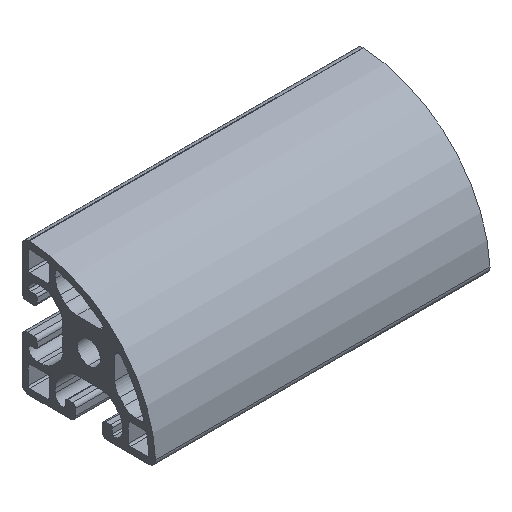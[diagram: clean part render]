
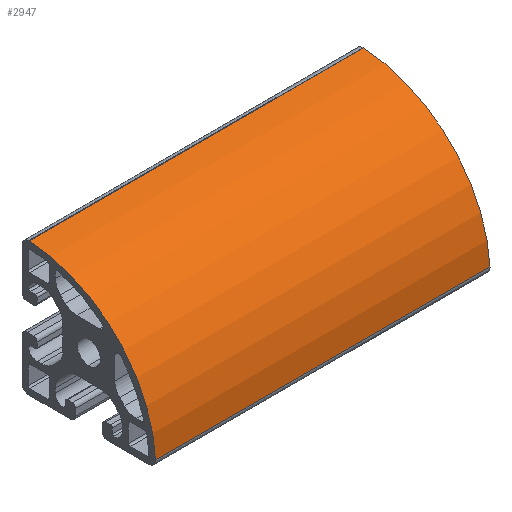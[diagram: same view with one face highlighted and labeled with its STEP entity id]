
A CAD part, isometric view. The second image highlights one B-rep face of the part: STEP entity #2947.
In plain terms, the highlighted cylindrical face has radius 40 mm (diameter 80 mm), a partial arc.
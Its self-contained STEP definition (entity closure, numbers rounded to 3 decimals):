
#61 = DIRECTION ( 'NONE',  ( 0., 0., -1. ) ) ;
#113 = CARTESIAN_POINT ( 'NONE',  ( 59.184, 72.793, 19.945 ) ) ;
#238 = EDGE_CURVE ( 'NONE', #2016, #460, #1367, .T. ) ;
#367 = EDGE_CURVE ( 'NONE', #1289, #460, #2051, .T. ) ;
#413 = EDGE_CURVE ( 'NONE', #1102, #2016, #1819, .T. ) ;
#460 = VERTEX_POINT ( 'NONE', #3288 ) ;
#559 = CARTESIAN_POINT ( 'NONE',  ( -40.816, 72.793, 19.945 ) ) ;
#653 = DIRECTION ( 'NONE',  ( 1., 0., 0. ) ) ;
#655 = CYLINDRICAL_SURFACE ( 'NONE', #2099, 40. ) ;
#961 = EDGE_CURVE ( 'NONE', #1102, #1289, #2903, .T. ) ;
#1098 = ORIENTED_EDGE ( 'NONE', *, *, #413, .F. ) ;
#1102 = VERTEX_POINT ( 'NONE', #2162 ) ;
#1289 = VERTEX_POINT ( 'NONE', #559 ) ;
#1367 = LINE ( 'NONE', #2792, #3266 ) ;
#1393 = FACE_OUTER_BOUND ( 'NONE', #2734, .T. ) ;
#1815 = CARTESIAN_POINT ( 'NONE',  ( 59.184, 74.898, -20. ) ) ;
#1819 = CIRCLE ( 'NONE', #2206, 40. ) ;
#1998 = DIRECTION ( 'NONE',  ( 0., 0., 1. ) ) ;
#1999 = AXIS2_PLACEMENT_3D ( 'NONE', #2374, #3552, #3300 ) ;
#2011 = VECTOR ( 'NONE', #3011, 1000. ) ;
#2016 = VERTEX_POINT ( 'NONE', #2327 ) ;
#2051 = CIRCLE ( 'NONE', #1999, 40. ) ;
#2099 = AXIS2_PLACEMENT_3D ( 'NONE', #2571, #3203, #1998 ) ;
#2162 = CARTESIAN_POINT ( 'NONE',  ( 59.184, 72.793, 19.945 ) ) ;
#2206 = AXIS2_PLACEMENT_3D ( 'NONE', #1815, #653, #61 ) ;
#2279 = ORIENTED_EDGE ( 'NONE', *, *, #961, .T. ) ;
#2327 = CARTESIAN_POINT ( 'NONE',  ( 59.184, 34.953, -17.895 ) ) ;
#2374 = CARTESIAN_POINT ( 'NONE',  ( -40.816, 74.898, -20. ) ) ;
#2528 = ORIENTED_EDGE ( 'NONE', *, *, #238, .F. ) ;
#2530 = DIRECTION ( 'NONE',  ( -1., 0., 0. ) ) ;
#2571 = CARTESIAN_POINT ( 'NONE',  ( 59.184, 74.898, -20. ) ) ;
#2734 = EDGE_LOOP ( 'NONE', ( #2861, #2528, #1098, #2279 ) ) ;
#2792 = CARTESIAN_POINT ( 'NONE',  ( 59.184, 34.953, -17.895 ) ) ;
#2861 = ORIENTED_EDGE ( 'NONE', *, *, #367, .T. ) ;
#2903 = LINE ( 'NONE', #113, #2011 ) ;
#2947 = ADVANCED_FACE ( 'NONE', ( #1393 ), #655, .T. ) ;
#3011 = DIRECTION ( 'NONE',  ( -1., 0., 0. ) ) ;
#3203 = DIRECTION ( 'NONE',  ( -1., 0., 0. ) ) ;
#3266 = VECTOR ( 'NONE', #2530, 1000. ) ;
#3288 = CARTESIAN_POINT ( 'NONE',  ( -40.816, 34.953, -17.895 ) ) ;
#3300 = DIRECTION ( 'NONE',  ( 0., 0., -1. ) ) ;
#3552 = DIRECTION ( 'NONE',  ( 1., 0., 0. ) ) ;
